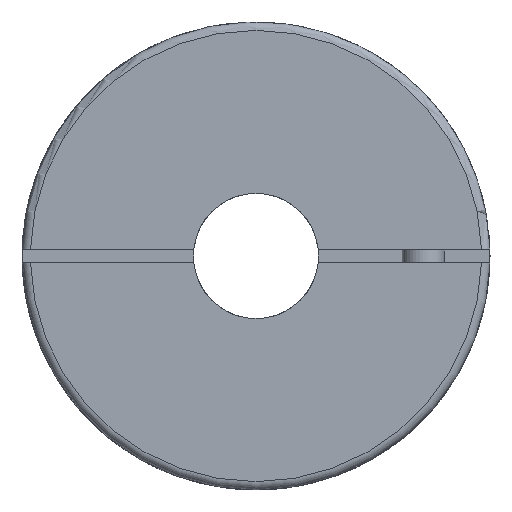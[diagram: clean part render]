
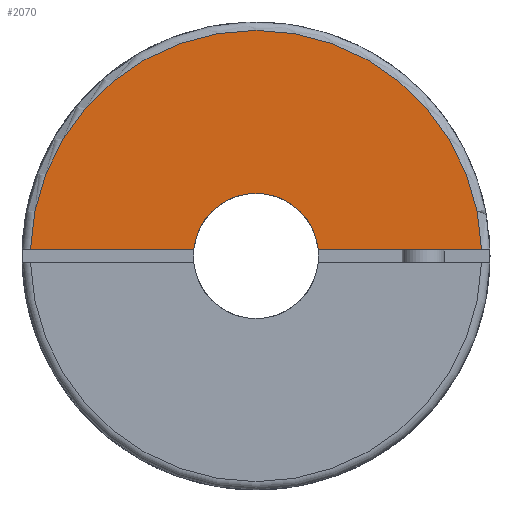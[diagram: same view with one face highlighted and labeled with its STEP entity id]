
A CAD part, left-side view. The second image highlights one B-rep face of the part: STEP entity #2070.
In plain terms, the highlighted planar face has unit normal (-1, 0, 0).
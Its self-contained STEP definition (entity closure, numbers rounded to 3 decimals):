
#69=PLANE('',#2258);
#171=CIRCLE('',#2257,7.5);
#172=CIRCLE('',#2259,27.);
#242=LINE('',#3236,#412);
#243=LINE('',#3237,#413);
#412=VECTOR('',#2534,1000.);
#413=VECTOR('',#2535,1000.);
#613=ORIENTED_EDGE('',*,*,#1196,.F.);
#614=ORIENTED_EDGE('',*,*,#1197,.T.);
#615=ORIENTED_EDGE('',*,*,#1194,.T.);
#616=ORIENTED_EDGE('',*,*,#1198,.T.);
#1194=EDGE_CURVE('',#1484,#1483,#171,.T.);
#1196=EDGE_CURVE('',#1485,#1486,#172,.T.);
#1197=EDGE_CURVE('',#1485,#1484,#242,.T.);
#1198=EDGE_CURVE('',#1483,#1486,#243,.T.);
#1483=VERTEX_POINT('',#3228);
#1484=VERTEX_POINT('',#3230);
#1485=VERTEX_POINT('',#3234);
#1486=VERTEX_POINT('',#3235);
#1698=EDGE_LOOP('',(#613,#614,#615,#616));
#1870=FACE_BOUND('',#1698,.T.);
#2070=ADVANCED_FACE('',(#1870),#69,.T.);
#2257=AXIS2_PLACEMENT_3D('',#3229,#2527,#2528);
#2258=AXIS2_PLACEMENT_3D('',#3232,#2530,#2531);
#2259=AXIS2_PLACEMENT_3D('',#3233,#2532,#2533);
#2527=DIRECTION('',(1.,0.,0.));
#2528=DIRECTION('',(0.,0.,-1.));
#2530=DIRECTION('',(-1.,0.,0.));
#2531=DIRECTION('',(0.,0.,1.));
#2532=DIRECTION('',(1.,0.,0.));
#2533=DIRECTION('',(0.,0.,-1.));
#2534=DIRECTION('',(0.,-1.,0.));
#2535=DIRECTION('',(0.,-1.,0.));
#3228=CARTESIAN_POINT('',(0.,-7.462,0.75));
#3229=CARTESIAN_POINT('',(0.,0.,0.));
#3230=CARTESIAN_POINT('',(0.,7.462,0.75));
#3232=CARTESIAN_POINT('',(0.,27.,0.));
#3233=CARTESIAN_POINT('',(0.,0.,0.));
#3234=CARTESIAN_POINT('',(0.,26.99,0.75));
#3235=CARTESIAN_POINT('',(0.,-26.99,0.75));
#3236=CARTESIAN_POINT('',(0.,28.,0.75));
#3237=CARTESIAN_POINT('',(0.,28.,0.75));
